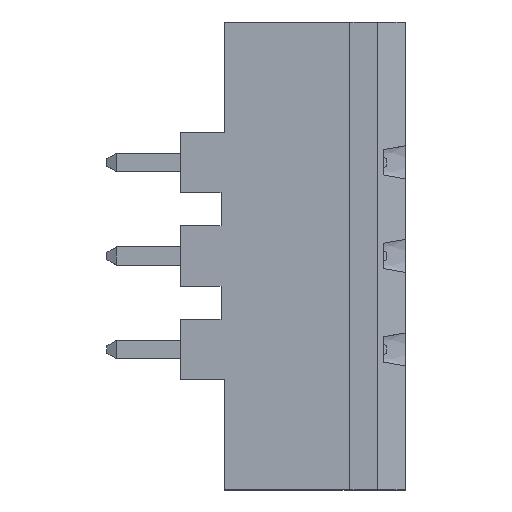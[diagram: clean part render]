
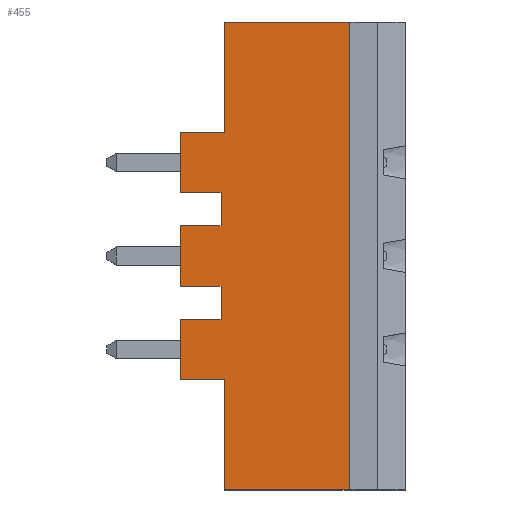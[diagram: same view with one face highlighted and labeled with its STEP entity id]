
A CAD part, top view. The second image highlights one B-rep face of the part: STEP entity #455.
In plain terms, the highlighted planar face has unit normal (0, 0, 1).
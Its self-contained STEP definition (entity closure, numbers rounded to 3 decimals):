
#455 = ADVANCED_FACE( '', ( #928 ), #929, .T. );
#928 = FACE_OUTER_BOUND( '', #1394, .T. );
#929 = PLANE( '', #1395 );
#1394 = EDGE_LOOP( '', ( #2662, #2663, #2664, #2665, #2666, #2667, #2668, #2669, #2670, #2671, #2672, #2673, #2674, #2675, #2676, #2677 ) );
#1395 = AXIS2_PLACEMENT_3D( '', #2678, #2679, #2680 );
#2662 = ORIENTED_EDGE( '', *, *, #3145, .T. );
#2663 = ORIENTED_EDGE( '', *, *, #3150, .F. );
#2664 = ORIENTED_EDGE( '', *, *, #2713, .T. );
#2665 = ORIENTED_EDGE( '', *, *, #2731, .T. );
#2666 = ORIENTED_EDGE( '', *, *, #3180, .T. );
#2667 = ORIENTED_EDGE( '', *, *, #2748, .F. );
#2668 = ORIENTED_EDGE( '', *, *, #3095, .T. );
#2669 = ORIENTED_EDGE( '', *, *, #2743, .T. );
#2670 = ORIENTED_EDGE( '', *, *, #3014, .T. );
#2671 = ORIENTED_EDGE( '', *, *, #2769, .F. );
#2672 = ORIENTED_EDGE( '', *, *, #3137, .T. );
#2673 = ORIENTED_EDGE( '', *, *, #2981, .F. );
#2674 = ORIENTED_EDGE( '', *, *, #2758, .F. );
#2675 = ORIENTED_EDGE( '', *, *, #2998, .T. );
#2676 = ORIENTED_EDGE( '', *, *, #2934, .T. );
#2677 = ORIENTED_EDGE( '', *, *, #3001, .T. );
#2678 = CARTESIAN_POINT( '', ( -6.8, -21.32, 0. ) );
#2679 = DIRECTION( '', ( 0., 0., 1. ) );
#2680 = DIRECTION( '', ( -1., 0., 0. ) );
#2713 = EDGE_CURVE( '', #3231, #3232, #3233, .T. );
#2731 = EDGE_CURVE( '', #3232, #3261, #3263, .T. );
#2743 = EDGE_CURVE( '', #3279, #3283, #3285, .T. );
#2748 = EDGE_CURVE( '', #3292, #3287, #3294, .T. );
#2758 = EDGE_CURVE( '', #3308, #3309, #3310, .T. );
#2769 = EDGE_CURVE( '', #3327, #3322, #3329, .T. );
#2934 = EDGE_CURVE( '', #3594, #3595, #3596, .T. );
#2981 = EDGE_CURVE( '', #3309, #3666, #3667, .T. );
#2998 = EDGE_CURVE( '', #3308, #3594, #3689, .T. );
#3001 = EDGE_CURVE( '', #3595, #3691, #3693, .T. );
#3014 = EDGE_CURVE( '', #3283, #3322, #3709, .T. );
#3095 = EDGE_CURVE( '', #3292, #3279, #3816, .T. );
#3137 = EDGE_CURVE( '', #3327, #3666, #3861, .T. );
#3145 = EDGE_CURVE( '', #3691, #3869, #3871, .T. );
#3150 = EDGE_CURVE( '', #3231, #3869, #3876, .T. );
#3180 = EDGE_CURVE( '', #3261, #3287, #3908, .T. );
#3231 = VERTEX_POINT( '', #3979 );
#3232 = VERTEX_POINT( '', #3980 );
#3233 = LINE( '', #3981, #3982 );
#3261 = VERTEX_POINT( '', #4023 );
#3263 = LINE( '', #4026, #4027 );
#3279 = VERTEX_POINT( '', #4049 );
#3283 = VERTEX_POINT( '', #4055 );
#3285 = LINE( '', #4058, #4059 );
#3287 = VERTEX_POINT( '', #4061 );
#3292 = VERTEX_POINT( '', #4068 );
#3294 = LINE( '', #4071, #4072 );
#3308 = VERTEX_POINT( '', #4092 );
#3309 = VERTEX_POINT( '', #4093 );
#3310 = LINE( '', #4094, #4095 );
#3322 = VERTEX_POINT( '', #4110 );
#3327 = VERTEX_POINT( '', #4117 );
#3329 = LINE( '', #4120, #4121 );
#3594 = VERTEX_POINT( '', #4511 );
#3595 = VERTEX_POINT( '', #4512 );
#3596 = LINE( '', #4513, #4514 );
#3666 = VERTEX_POINT( '', #4620 );
#3667 = LINE( '', #4621, #4622 );
#3689 = LINE( '', #4655, #4656 );
#3691 = VERTEX_POINT( '', #4658 );
#3693 = LINE( '', #4661, #4662 );
#3709 = LINE( '', #4687, #4688 );
#3816 = LINE( '', #4844, #4845 );
#3861 = LINE( '', #4911, #4912 );
#3869 = VERTEX_POINT( '', #4922 );
#3871 = LINE( '', #4925, #4926 );
#3876 = LINE( '', #4932, #4933 );
#3908 = LINE( '', #4977, #4978 );
#3979 = CARTESIAN_POINT( '', ( -7., -10.26, 0. ) );
#3980 = CARTESIAN_POINT( '', ( -7., -12.06, 0. ) );
#3981 = CARTESIAN_POINT( '', ( -7., -11.16, 0. ) );
#3982 = VECTOR( '', #5003, 1000. );
#4023 = CARTESIAN_POINT( '', ( -9.2, -12.06, 0. ) );
#4026 = CARTESIAN_POINT( '', ( -9.2, -12.06, 0. ) );
#4027 = VECTOR( '', #5018, 1000. );
#4049 = CARTESIAN_POINT( '', ( -7., -17.14, 0. ) );
#4055 = CARTESIAN_POINT( '', ( -9.2, -17.14, 0. ) );
#4058 = CARTESIAN_POINT( '', ( -9.2, -17.14, 0. ) );
#4059 = VECTOR( '', #5028, 1000. );
#4061 = CARTESIAN_POINT( '', ( -9.2, -15.34, 0. ) );
#4068 = CARTESIAN_POINT( '', ( -7., -15.34, 0. ) );
#4071 = CARTESIAN_POINT( '', ( -9.2, -15.34, 0. ) );
#4072 = VECTOR( '', #5032, 1000. );
#4092 = CARTESIAN_POINT( '', ( 0., -1., 0. ) );
#4093 = CARTESIAN_POINT( '', ( 0., -26.4, 0. ) );
#4094 = CARTESIAN_POINT( '', ( 0., -21.32, 0. ) );
#4095 = VECTOR( '', #5039, 1000. );
#4110 = CARTESIAN_POINT( '', ( -9.2, -20.42, 0. ) );
#4117 = CARTESIAN_POINT( '', ( -6.8, -20.42, 0. ) );
#4120 = CARTESIAN_POINT( '', ( -9.2, -20.42, 0. ) );
#4121 = VECTOR( '', #5052, 1000. );
#4511 = CARTESIAN_POINT( '', ( -6.8, -1., 0. ) );
#4512 = CARTESIAN_POINT( '', ( -6.8, -6.98, 0. ) );
#4513 = CARTESIAN_POINT( '', ( -6.8, -6.08, 0. ) );
#4514 = VECTOR( '', #5202, 1000. );
#4620 = CARTESIAN_POINT( '', ( -6.8, -26.4, 0. ) );
#4621 = CARTESIAN_POINT( '', ( -6.8, -26.4, 0. ) );
#4622 = VECTOR( '', #5245, 1000. );
#4655 = CARTESIAN_POINT( '', ( -6.8, -1., 0. ) );
#4656 = VECTOR( '', #5260, 1000. );
#4658 = CARTESIAN_POINT( '', ( -9.2, -6.98, 0. ) );
#4661 = CARTESIAN_POINT( '', ( -9.2, -6.98, 0. ) );
#4662 = VECTOR( '', #5262, 1000. );
#4687 = CARTESIAN_POINT( '', ( -9.2, -16.24, 0. ) );
#4688 = VECTOR( '', #5269, 1000. );
#4844 = CARTESIAN_POINT( '', ( -7., -16.24, 0. ) );
#4845 = VECTOR( '', #5334, 1000. );
#4911 = CARTESIAN_POINT( '', ( -6.8, -21.32, 0. ) );
#4912 = VECTOR( '', #5356, 1000. );
#4922 = CARTESIAN_POINT( '', ( -9.2, -10.26, 0. ) );
#4925 = CARTESIAN_POINT( '', ( -9.2, -6.08, 0. ) );
#4926 = VECTOR( '', #5360, 1000. );
#4932 = CARTESIAN_POINT( '', ( -9.2, -10.26, 0. ) );
#4933 = VECTOR( '', #5362, 1000. );
#4977 = CARTESIAN_POINT( '', ( -9.2, -11.16, 0. ) );
#4978 = VECTOR( '', #5375, 1000. );
#5003 = DIRECTION( '', ( 0., -1., 0. ) );
#5018 = DIRECTION( '', ( -1., 0., 0. ) );
#5028 = DIRECTION( '', ( -1., 0., 0. ) );
#5032 = DIRECTION( '', ( -1., 0., 0. ) );
#5039 = DIRECTION( '', ( 0., -1., 0. ) );
#5052 = DIRECTION( '', ( -1., 0., 0. ) );
#5202 = DIRECTION( '', ( 0., -1., 0. ) );
#5245 = DIRECTION( '', ( -1., 0., 0. ) );
#5260 = DIRECTION( '', ( -1., 0., 0. ) );
#5262 = DIRECTION( '', ( -1., 0., 0. ) );
#5269 = DIRECTION( '', ( 0., -1., 0. ) );
#5334 = DIRECTION( '', ( 0., -1., 0. ) );
#5356 = DIRECTION( '', ( 0., -1., 0. ) );
#5360 = DIRECTION( '', ( 0., -1., 0. ) );
#5362 = DIRECTION( '', ( -1., 0., 0. ) );
#5375 = DIRECTION( '', ( 0., -1., 0. ) );
